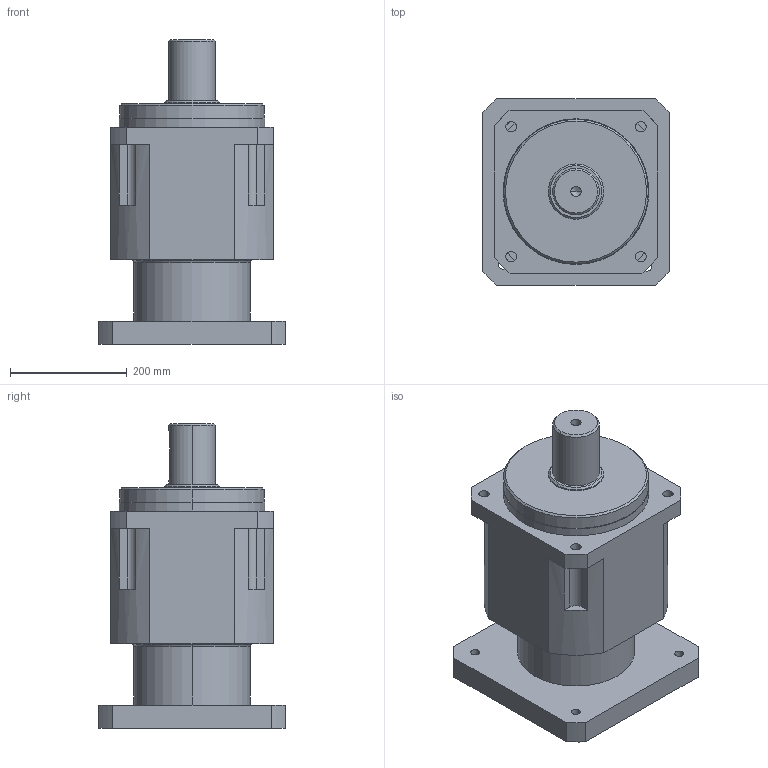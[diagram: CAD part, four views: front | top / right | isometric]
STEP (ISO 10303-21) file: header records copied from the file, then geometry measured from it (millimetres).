
FILE_DESCRIPTION((''),'2;1');
FILE_NAME('00','2022-06-27T09:48:51',('Administrator'),(''),'CREO PARAMETRIC BY PTC INC, 2019010','CREO PARAMETRIC BY PTC INC, 2019010','');
FILE_SCHEMA(('CONFIG_CONTROL_DESIGN'));
Length unit declared in the file: millimetre
Products named in the file (1): 00
Bounding box: 320 x 320 x 523 mm (x, y, z)
Volume: 24196532 mm3; surface area: 786746.3 mm2
Topology: 1 solids, 1 shells, 121 faces, 318 edges, 209 vertices
Faces by surface type: cylinder 56, plane 47, cone 14, torus 4
Entity records: 3908 total; most frequent: CARTESIAN_POINT 726, DIRECTION 698, ORIENTED_EDGE 632, EDGE_CURVE 316, AXIS2_PLACEMENT_3D 273, VERTEX_POINT 209, VECTOR 152, LINE 152
